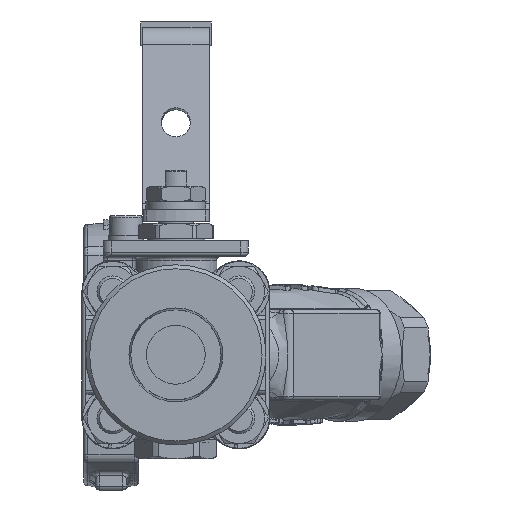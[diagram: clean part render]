
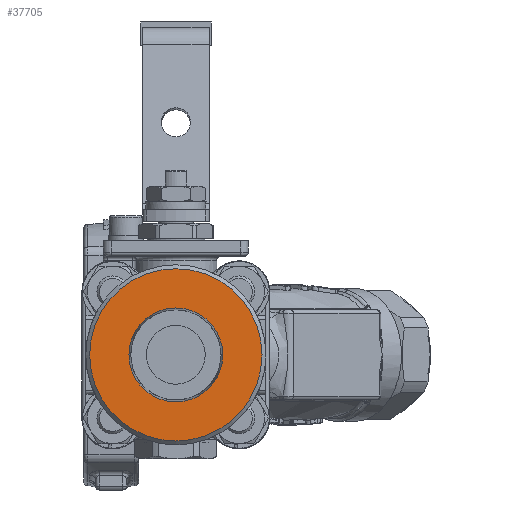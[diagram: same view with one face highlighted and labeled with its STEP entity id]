
A CAD part, left-side view. The second image highlights one B-rep face of the part: STEP entity #37705.
In plain terms, the highlighted planar face has unit normal (-1, 0, 0).
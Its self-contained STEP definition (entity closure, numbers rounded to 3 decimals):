
#3671=FACE_BOUND('',#7189,.T.);
#3873=PLANE('',#40196);
#4831=FACE_OUTER_BOUND('',#7188,.T.);
#7188=EDGE_LOOP('',(#25574));
#7189=EDGE_LOOP('',(#25575));
#13594=CIRCLE('',#40195,11.987);
#13595=CIRCLE('',#40197,22.);
#15699=VERTEX_POINT('',#56049);
#15700=VERTEX_POINT('',#56053);
#19438=EDGE_CURVE('',#15699,#15699,#13594,.T.);
#19440=EDGE_CURVE('',#15700,#15700,#13595,.T.);
#25574=ORIENTED_EDGE('',*,*,#19440,.F.);
#25575=ORIENTED_EDGE('',*,*,#19438,.T.);
#37705=ADVANCED_FACE('',(#4831,#3671),#3873,.T.);
#40195=AXIS2_PLACEMENT_3D('',#56050,#44950,#44951);
#40196=AXIS2_PLACEMENT_3D('',#56052,#44953,#44954);
#40197=AXIS2_PLACEMENT_3D('',#56054,#44955,#44956);
#44950=DIRECTION('center_axis',(1.,0.,0.));
#44951=DIRECTION('ref_axis',(0.,-1.,0.));
#44953=DIRECTION('center_axis',(-1.,0.,0.));
#44954=DIRECTION('ref_axis',(0.,-1.,0.));
#44955=DIRECTION('center_axis',(1.,0.,0.));
#44956=DIRECTION('ref_axis',(0.,1.,0.));
#56049=CARTESIAN_POINT('',(-250.036,30.82,-1.517));
#56050=CARTESIAN_POINT('Origin',(-250.036,18.833,-1.517));
#56052=CARTESIAN_POINT('Origin',(-250.036,18.833,-1.517));
#56053=CARTESIAN_POINT('',(-250.036,-3.167,-1.517));
#56054=CARTESIAN_POINT('Origin',(-250.036,18.833,-1.517));
